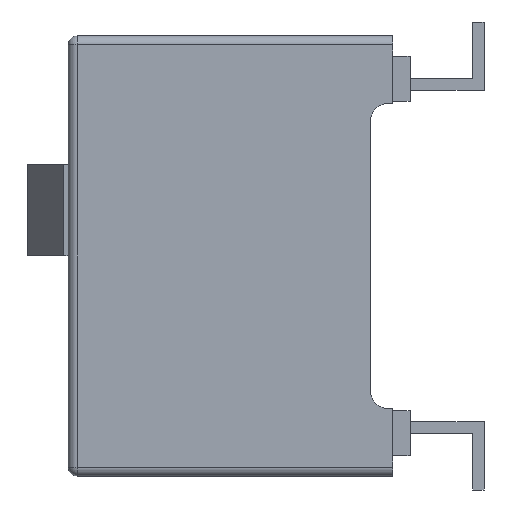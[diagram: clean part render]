
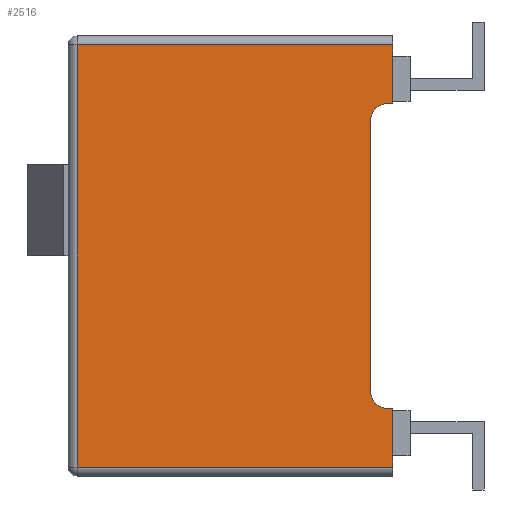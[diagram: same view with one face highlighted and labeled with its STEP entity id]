
A CAD part, left-side view. The second image highlights one B-rep face of the part: STEP entity #2516.
In plain terms, the highlighted planar face has unit normal (-1, 0, 0).
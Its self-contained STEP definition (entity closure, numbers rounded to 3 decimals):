
#6 = CIRCLE ( 'NONE', #3159, 0.4 ) ;
#43 = EDGE_CURVE ( 'NONE', #3297, #1952, #181, .T. ) ;
#53 = DIRECTION ( 'NONE',  ( 0., 0., -1. ) ) ;
#175 = PLANE ( 'NONE',  #3103 ) ;
#181 = LINE ( 'NONE', #2107, #3423 ) ;
#204 = LINE ( 'NONE', #2440, #2056 ) ;
#220 = DIRECTION ( 'NONE',  ( 0., 0., 1. ) ) ;
#233 = VECTOR ( 'NONE', #1886, 1000. ) ;
#319 = CARTESIAN_POINT ( 'NONE',  ( -3.63, -7.12, -3.39 ) ) ;
#357 = DIRECTION ( 'NONE',  ( 0., 1., 0. ) ) ;
#374 = EDGE_CURVE ( 'NONE', #464, #3232, #2501, .T. ) ;
#464 = VERTEX_POINT ( 'NONE', #738 ) ;
#482 = AXIS2_PLACEMENT_3D ( 'NONE', #829, #3025, #3333 ) ;
#538 = DIRECTION ( 'NONE',  ( 0., 0., 1. ) ) ;
#570 = DIRECTION ( 'NONE',  ( 1., 0., 0. ) ) ;
#642 = CARTESIAN_POINT ( 'NONE',  ( -3.63, -7.22, -4.69 ) ) ;
#664 = EDGE_LOOP ( 'NONE', ( #2249, #2214, #706, #2344, #858, #3069, #2471, #1982, #1662, #992 ) ) ;
#674 = CARTESIAN_POINT ( 'NONE',  ( -3.63, -7.22, 4.69 ) ) ;
#706 = ORIENTED_EDGE ( 'NONE', *, *, #1710, .T. ) ;
#738 = CARTESIAN_POINT ( 'NONE',  ( -3.63, -7.12, 3.39 ) ) ;
#829 = CARTESIAN_POINT ( 'NONE',  ( -3.63, -7.12, 2.99 ) ) ;
#858 = ORIENTED_EDGE ( 'NONE', *, *, #2908, .T. ) ;
#992 = ORIENTED_EDGE ( 'NONE', *, *, #2813, .T. ) ;
#994 = VECTOR ( 'NONE', #220, 1000. ) ;
#1022 = CARTESIAN_POINT ( 'NONE',  ( -3.63, -7.22, -4.69 ) ) ;
#1149 = EDGE_CURVE ( 'NONE', #1952, #464, #1632, .T. ) ;
#1188 = EDGE_CURVE ( 'NONE', #1775, #3637, #3385, .T. ) ;
#1246 = VERTEX_POINT ( 'NONE', #319 ) ;
#1485 = LINE ( 'NONE', #674, #3320 ) ;
#1492 = VERTEX_POINT ( 'NONE', #2166 ) ;
#1632 = CIRCLE ( 'NONE', #482, 0.4 ) ;
#1643 = CARTESIAN_POINT ( 'NONE',  ( -3.63, -0.2, -4.69 ) ) ;
#1662 = ORIENTED_EDGE ( 'NONE', *, *, #3887, .T. ) ;
#1710 = EDGE_CURVE ( 'NONE', #3479, #2605, #3567, .T. ) ;
#1741 = DIRECTION ( 'NONE',  ( 0., 0., 1. ) ) ;
#1775 = VERTEX_POINT ( 'NONE', #1786 ) ;
#1786 = CARTESIAN_POINT ( 'NONE',  ( -3.63, -0.2, 4.69 ) ) ;
#1886 = DIRECTION ( 'NONE',  ( 0., -1., 0. ) ) ;
#1952 = VERTEX_POINT ( 'NONE', #4054 ) ;
#1982 = ORIENTED_EDGE ( 'NONE', *, *, #374, .T. ) ;
#2050 = LINE ( 'NONE', #1022, #2765 ) ;
#2056 = VECTOR ( 'NONE', #538, 1000. ) ;
#2066 = CARTESIAN_POINT ( 'NONE',  ( -3.63, -7.22, 4.89 ) ) ;
#2097 = DIRECTION ( 'NONE',  ( 0., -1., 0. ) ) ;
#2107 = CARTESIAN_POINT ( 'NONE',  ( -3.63, -6.72, 4.89 ) ) ;
#2166 = CARTESIAN_POINT ( 'NONE',  ( -3.63, -7.22, 4.69 ) ) ;
#2188 = EDGE_CURVE ( 'NONE', #1246, #2605, #3623, .T. ) ;
#2214 = ORIENTED_EDGE ( 'NONE', *, *, #4022, .T. ) ;
#2249 = ORIENTED_EDGE ( 'NONE', *, *, #1188, .T. ) ;
#2344 = ORIENTED_EDGE ( 'NONE', *, *, #2188, .F. ) ;
#2440 = CARTESIAN_POINT ( 'NONE',  ( -3.63, -7.22, 4.89 ) ) ;
#2444 = CARTESIAN_POINT ( 'NONE',  ( -3.63, -0.2, 4.89 ) ) ;
#2471 = ORIENTED_EDGE ( 'NONE', *, *, #1149, .T. ) ;
#2501 = LINE ( 'NONE', #3437, #233 ) ;
#2516 = ADVANCED_FACE ( 'NONE', ( #3269 ), #175, .T. ) ;
#2605 = VERTEX_POINT ( 'NONE', #2947 ) ;
#2765 = VECTOR ( 'NONE', #3200, 1000. ) ;
#2813 = EDGE_CURVE ( 'NONE', #1492, #1775, #1485, .T. ) ;
#2908 = EDGE_CURVE ( 'NONE', #1246, #3297, #6, .T. ) ;
#2947 = CARTESIAN_POINT ( 'NONE',  ( -3.63, -7.22, -3.39 ) ) ;
#2997 = CARTESIAN_POINT ( 'NONE',  ( -3.63, -7.22, 3.39 ) ) ;
#3025 = DIRECTION ( 'NONE',  ( 1., 0., 0. ) ) ;
#3069 = ORIENTED_EDGE ( 'NONE', *, *, #43, .T. ) ;
#3103 = AXIS2_PLACEMENT_3D ( 'NONE', #2066, #3918, #1741 ) ;
#3159 = AXIS2_PLACEMENT_3D ( 'NONE', #3692, #570, #4032 ) ;
#3200 = DIRECTION ( 'NONE',  ( 0., -1., 0. ) ) ;
#3232 = VERTEX_POINT ( 'NONE', #2997 ) ;
#3269 = FACE_OUTER_BOUND ( 'NONE', #664, .T. ) ;
#3297 = VERTEX_POINT ( 'NONE', #3339 ) ;
#3320 = VECTOR ( 'NONE', #357, 1000. ) ;
#3333 = DIRECTION ( 'NONE',  ( 0., 0., 1. ) ) ;
#3339 = CARTESIAN_POINT ( 'NONE',  ( -3.63, -6.72, -2.99 ) ) ;
#3357 = CARTESIAN_POINT ( 'NONE',  ( -3.63, -7.22, -3.39 ) ) ;
#3385 = LINE ( 'NONE', #2444, #3917 ) ;
#3423 = VECTOR ( 'NONE', #3460, 1000. ) ;
#3437 = CARTESIAN_POINT ( 'NONE',  ( -3.63, -7.22, 3.39 ) ) ;
#3460 = DIRECTION ( 'NONE',  ( 0., 0., 1. ) ) ;
#3479 = VERTEX_POINT ( 'NONE', #642 ) ;
#3567 = LINE ( 'NONE', #3981, #994 ) ;
#3623 = LINE ( 'NONE', #3357, #3873 ) ;
#3637 = VERTEX_POINT ( 'NONE', #1643 ) ;
#3692 = CARTESIAN_POINT ( 'NONE',  ( -3.63, -7.12, -2.99 ) ) ;
#3873 = VECTOR ( 'NONE', #2097, 1000. ) ;
#3887 = EDGE_CURVE ( 'NONE', #3232, #1492, #204, .T. ) ;
#3917 = VECTOR ( 'NONE', #53, 1000. ) ;
#3918 = DIRECTION ( 'NONE',  ( -1., 0., 0. ) ) ;
#3981 = CARTESIAN_POINT ( 'NONE',  ( -3.63, -7.22, 4.89 ) ) ;
#4022 = EDGE_CURVE ( 'NONE', #3637, #3479, #2050, .T. ) ;
#4032 = DIRECTION ( 'NONE',  ( 0., 0., 1. ) ) ;
#4054 = CARTESIAN_POINT ( 'NONE',  ( -3.63, -6.72, 2.99 ) ) ;
